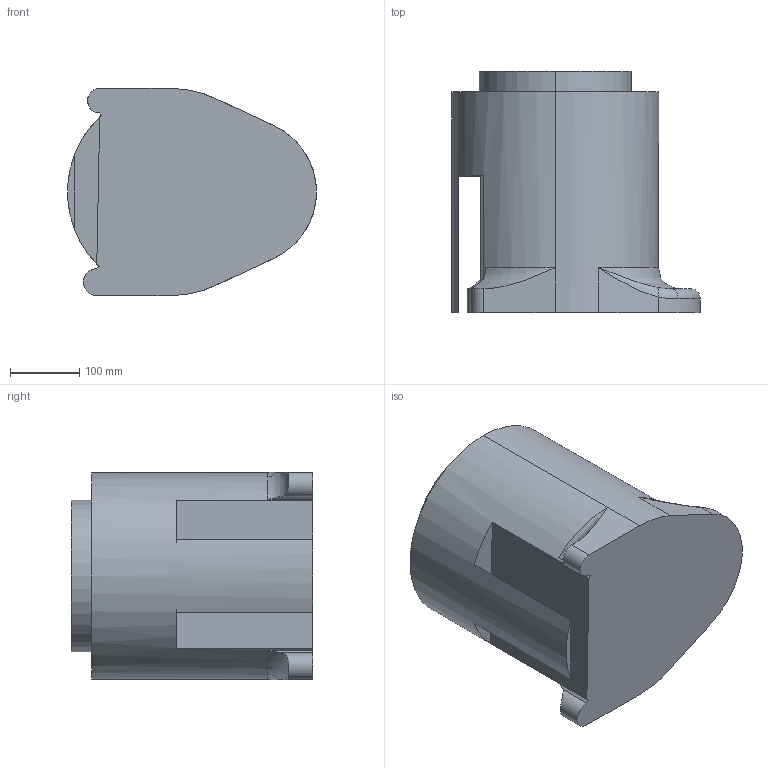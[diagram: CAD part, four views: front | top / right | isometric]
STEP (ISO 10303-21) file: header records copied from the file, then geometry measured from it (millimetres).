
FILE_DESCRIPTION (( 'STEP AP203' ), '1' );
FILE_NAME ('BASE_Predeterminado_sldprt.STEP', '2017-12-03T21:13:22', ( '' ), ( '' ), 'SwSTEP 2.0', 'SolidWorks 2017', '' );
FILE_SCHEMA (( 'CONFIG_CONTROL_DESIGN' ));
Length unit declared in the file: millimetre
Products named in the file (1): BASE_Predeterminado_sldprt
Bounding box: 360.63 x 350 x 300 mm (x, y, z)
Volume: 23206078.4 mm3; surface area: 532955.4 mm2
Topology: 1 solids, 1 shells, 31 faces, 78 edges, 48 vertices
Faces by surface type: plane 16, cylinder 7, torus 4, bspline 4
Entity records: 1298 total; most frequent: CARTESIAN_POINT 499, DIRECTION 152, ORIENTED_EDGE 152, EDGE_CURVE 76, AXIS2_PLACEMENT_3D 60, VERTEX_POINT 48, LINE 32, EDGE_LOOP 32
